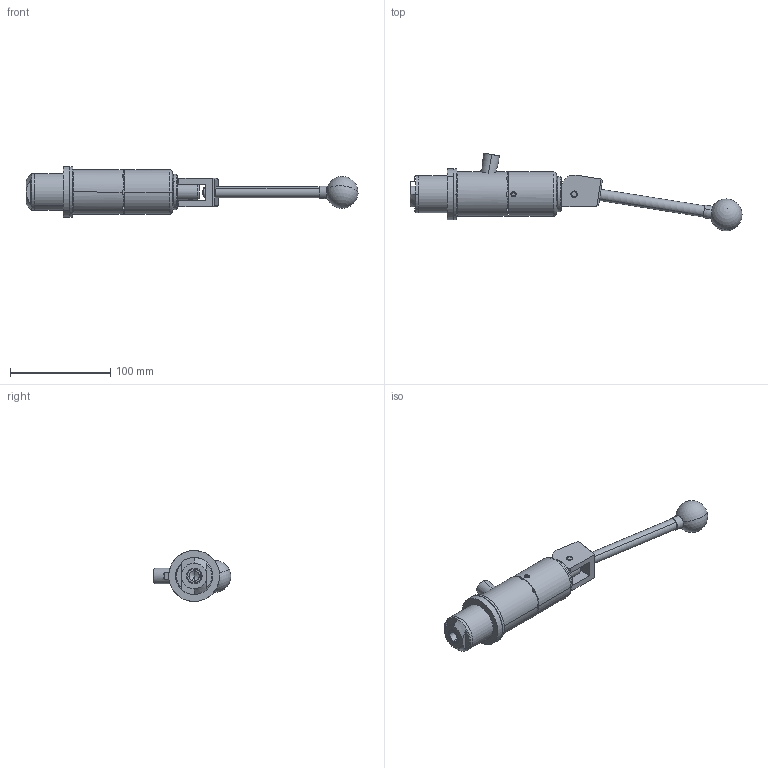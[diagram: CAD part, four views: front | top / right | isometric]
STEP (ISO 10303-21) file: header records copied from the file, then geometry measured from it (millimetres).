
FILE_DESCRIPTION (( 'STEP AP214' ), '1' );
FILE_NAME ('CTSC-003785.STEP', '2025-06-26T15:01:55', ( '' ), ( '' ), 'SwSTEP 2.0', 'SolidWorks 2023', '' );
FILE_SCHEMA (( 'AUTOMOTIVE_DESIGN' ));
Length unit declared in the file: inch
Products named in the file (1): CTSC-003785
Bounding box: 330.67 x 77.27 x 50.75 mm (x, y, z)
Volume: 258517.2 mm3; surface area: 61901.4 mm2
Topology: 9 solids, 10 shells, 285 faces, 689 edges, 435 vertices
Faces by surface type: cylinder 119, plane 104, cone 44, torus 13, bspline 3, sphere 2
Entity records: 13718 total; most frequent: CARTESIAN_POINT 3446, DIRECTION 1384, ORIENTED_EDGE 1352, EDGE_CURVE 676, AXIS2_PLACEMENT_3D 547, VERTEX_POINT 430, EDGE_LOOP 322, VECTOR 290
